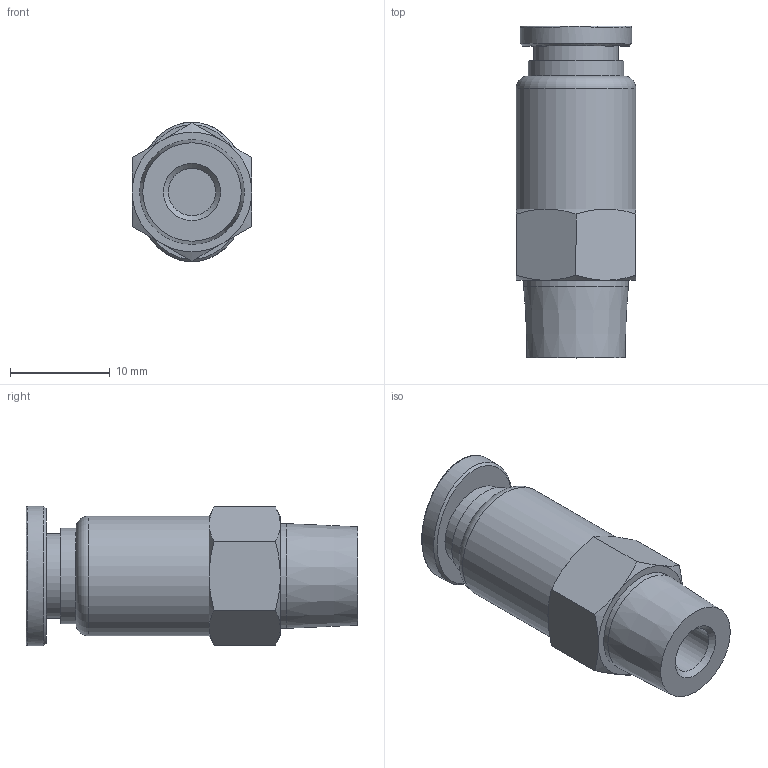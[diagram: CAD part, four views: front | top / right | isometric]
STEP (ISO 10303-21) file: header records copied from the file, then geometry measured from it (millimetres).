
FILE_DESCRIPTION(/* description */ ('Unknown'),/* implementation_level */ '2;1');
FILE_NAME(/* name */ 'CP1.06.1;8',/* time_stamp */ '2020-06-10T13:20:56-04:00',/* author */ ('Unknown'),/* organization */ ('Unknown'),/* preprocessor_version */ 'ST-DEVELOPER v16.7',/* originating_system */ 'Solid Edge',/* authorisation */ 'Unknown');
FILE_SCHEMA (('AUTOMOTIVE_DESIGN {1 0 10303 214 3 1 1}'));
Length unit declared in the file: millimetre
Products named in the file (1): CP1.06.1;8
Bounding box: 12 x 33.29 x 14 mm (x, y, z)
Volume: 2681.9 mm3; surface area: 2078.3 mm2
Topology: 1 solids, 1 shells, 38 faces, 81 edges, 50 vertices
Faces by surface type: cone 15, plane 13, cylinder 6, bspline 3, torus 1
Full cylindrical faces by diameter (mm): 4.75 x1, 6.2 x1, 8.5 x1, 9.56 x1, 10.5 x1, 12 x1
Entity records: 1381 total; most frequent: CARTESIAN_POINT 420, DIRECTION 130, ORIENTED_EDGE 120, AXIS2_PLACEMENT_3D 62, EDGE_CURVE 60, EDGE_LOOP 56, FACE_BOUND 56, VERTEX_POINT 42
